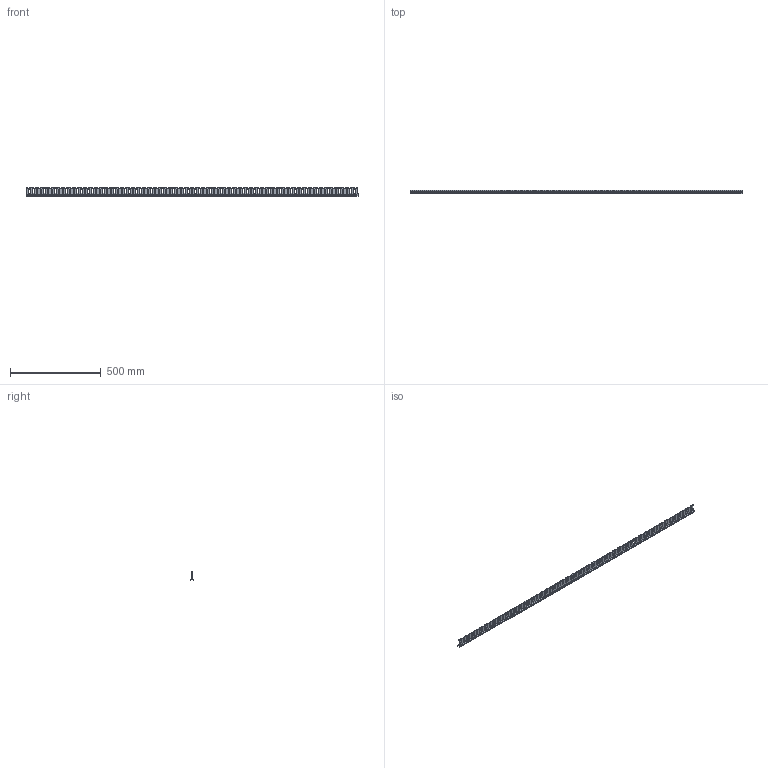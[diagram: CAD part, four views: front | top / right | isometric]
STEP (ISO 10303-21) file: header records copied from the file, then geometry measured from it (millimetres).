
FILE_DESCRIPTION (( 'STEP AP203' ), '1' );
FILE_NAME ('SD2H6.STEP', '2024-02-07T15:27:37', ( '' ), ( '' ), 'SwSTEP 2.0', 'SolidWorks 2021', '' );
FILE_SCHEMA (( 'CONFIG_CONTROL_DESIGN' ));
Length unit declared in the file: metre
Products named in the file (1): SD2H6
Bounding box: 1828.8 x 19.1 x 45.7 mm (x, y, z)
Topology: 0 solids, 5 shells, 3000 faces, 8994 edges, 5998 vertices
Faces by surface type: cylinder 1630, plane 1370
Full cylindrical faces by diameter (mm): 0.508 x1, 4.166 x1
Entity records: 103443 total; most frequent: CARTESIAN_POINT 28109, ORIENTED_EDGE 17994, DIRECTION 13583, EDGE_CURVE 8997, VERTEX_POINT 5998, VECTOR 4655, LINE 4655, AXIS2_PLACEMENT_3D 4464
